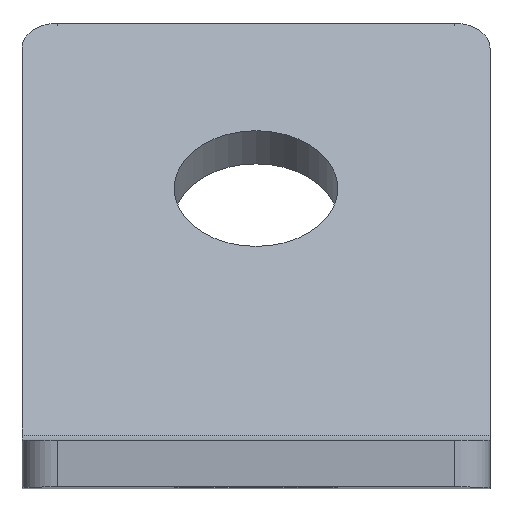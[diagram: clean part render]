
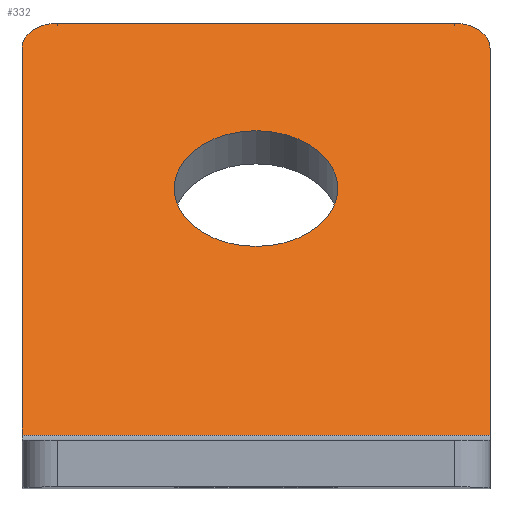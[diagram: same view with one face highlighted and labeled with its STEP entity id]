
A CAD part, top view. The second image highlights one B-rep face of the part: STEP entity #332.
In plain terms, the highlighted planar face has unit normal (0, 0.707, 0.707).
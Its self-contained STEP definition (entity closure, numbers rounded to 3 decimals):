
#16=FACE_BOUND('',#60,.T.);
#23=PLANE('',#382);
#38=FACE_OUTER_BOUND('',#59,.T.);
#59=EDGE_LOOP('',(#256,#257,#258,#259,#260,#261));
#60=EDGE_LOOP('',(#262));
#89=LINE('',#555,#119);
#92=LINE('',#561,#122);
#93=LINE('',#563,#123);
#94=LINE('',#565,#124);
#119=VECTOR('',#448,10.);
#122=VECTOR('',#453,3.76);
#123=VECTOR('',#454,10.);
#124=VECTOR('',#455,3.76);
#141=CIRCLE('',#380,3.);
#142=CIRCLE('',#383,3.);
#143=CIRCLE('',#384,7.);
#166=VERTEX_POINT('',#548);
#167=VERTEX_POINT('',#550);
#168=VERTEX_POINT('',#554);
#170=VERTEX_POINT('',#560);
#171=VERTEX_POINT('',#562);
#172=VERTEX_POINT('',#564);
#173=VERTEX_POINT('',#567);
#198=EDGE_CURVE('',#166,#167,#141,.T.);
#200=EDGE_CURVE('',#168,#167,#89,.T.);
#203=EDGE_CURVE('',#166,#170,#92,.T.);
#204=EDGE_CURVE('',#170,#171,#93,.T.);
#205=EDGE_CURVE('',#172,#171,#94,.T.);
#206=EDGE_CURVE('',#168,#172,#142,.T.);
#207=EDGE_CURVE('',#173,#173,#143,.T.);
#256=ORIENTED_EDGE('',*,*,#198,.F.);
#257=ORIENTED_EDGE('',*,*,#203,.T.);
#258=ORIENTED_EDGE('',*,*,#204,.T.);
#259=ORIENTED_EDGE('',*,*,#205,.F.);
#260=ORIENTED_EDGE('',*,*,#206,.F.);
#261=ORIENTED_EDGE('',*,*,#200,.T.);
#262=ORIENTED_EDGE('',*,*,#207,.T.);
#332=ADVANCED_FACE('',(#38,#16),#23,.T.);
#380=AXIS2_PLACEMENT_3D('',#551,#443,#444);
#382=AXIS2_PLACEMENT_3D('',#559,#451,#452);
#383=AXIS2_PLACEMENT_3D('',#566,#456,#457);
#384=AXIS2_PLACEMENT_3D('',#568,#458,#459);
#443=DIRECTION('center_axis',(0.,-0.707,-0.707));
#444=DIRECTION('ref_axis',(-0.707,0.5,-0.5));
#448=DIRECTION('',(-1.,0.,0.));
#451=DIRECTION('center_axis',(0.,0.707,0.707));
#452=DIRECTION('ref_axis',(0.,-0.707,0.707));
#453=DIRECTION('',(0.,-0.707,0.707));
#454=DIRECTION('',(1.,0.,0.));
#455=DIRECTION('',(0.,-0.707,0.707));
#456=DIRECTION('center_axis',(0.,-0.707,-0.707));
#457=DIRECTION('ref_axis',(0.707,0.5,-0.5));
#458=DIRECTION('center_axis',(0.,-0.707,-0.707));
#459=DIRECTION('ref_axis',(-1.,0.,0.));
#548=CARTESIAN_POINT('',(-40.,37.71,-115.053));
#550=CARTESIAN_POINT('',(-37.,39.831,-117.174));
#551=CARTESIAN_POINT('Origin',(-37.,37.71,-115.053));
#554=CARTESIAN_POINT('',(-3.,39.831,-117.174));
#555=CARTESIAN_POINT('',(0.,39.831,-117.174));
#559=CARTESIAN_POINT('Origin',(-20.,21.164,-98.508));
#560=CARTESIAN_POINT('',(-40.,4.586,-81.929));
#561=CARTESIAN_POINT('',(-40.,-3.767,-73.576));
#562=CARTESIAN_POINT('',(0.,4.586,-81.929));
#563=CARTESIAN_POINT('',(-20.,4.586,-81.929));
#564=CARTESIAN_POINT('',(0.,37.71,-115.053));
#565=CARTESIAN_POINT('',(0.,-3.767,-73.576));
#566=CARTESIAN_POINT('Origin',(-3.,37.71,-115.053));
#567=CARTESIAN_POINT('',(-13.,25.689,-103.032));
#568=CARTESIAN_POINT('Origin',(-20.,25.689,-103.032));
